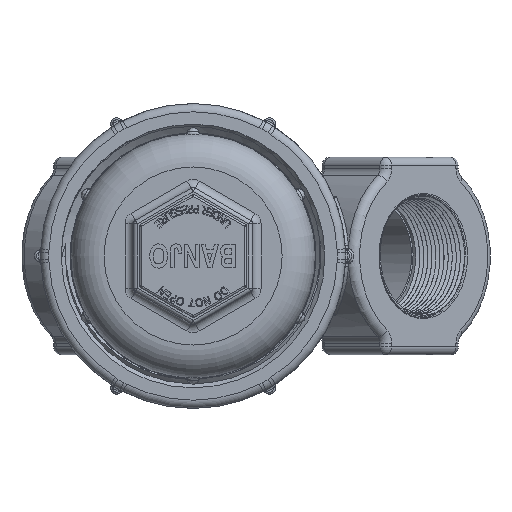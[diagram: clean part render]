
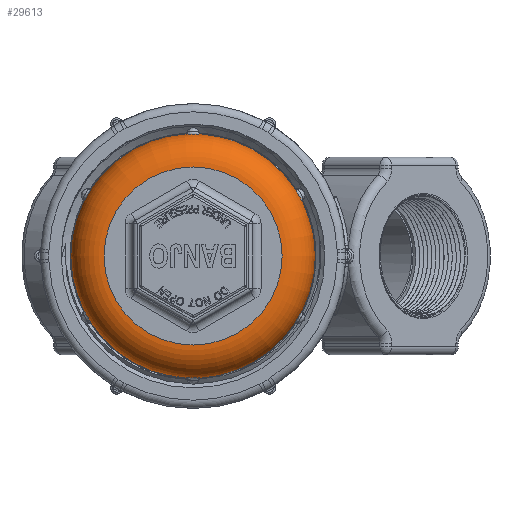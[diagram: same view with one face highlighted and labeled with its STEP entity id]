
A CAD part, front view. The second image highlights one B-rep face of the part: STEP entity #29613.
In plain terms, the highlighted toroidal (fillet/blend) face has major radius 34.319 mm and minor radius 12.7 mm.
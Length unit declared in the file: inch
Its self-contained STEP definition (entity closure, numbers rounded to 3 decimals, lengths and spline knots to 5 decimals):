
#246=TOROIDAL_SURFACE('',#32321,1.35115,0.5);
#2742=FACE_OUTER_BOUND('',#4535,.T.);
#4535=EDGE_LOOP('',(#23044,#23045,#23046,#23047,#23048,#23049,#23050,#23051,
#23052,#23053,#23054,#23055,#23056,#23057,#23058,#23059,#23060));
#6032=CIRCLE('',#32047,1.85115);
#6033=CIRCLE('',#32048,1.85115);
#6034=CIRCLE('',#32049,1.85115);
#6035=CIRCLE('',#32050,1.85115);
#6036=CIRCLE('',#32051,1.85115);
#6037=CIRCLE('',#32052,1.85115);
#6038=CIRCLE('',#32053,1.85115);
#6067=CIRCLE('',#32102,1.35115);
#6185=CIRCLE('',#32322,0.5);
#6799=B_SPLINE_CURVE_WITH_KNOTS('',3,(#58702,#58703,#58704,#58705,#58706,
#58707,#58708),.UNSPECIFIED.,.F.,.F.,(4,1,1,1,4),(-3.08979,-2.87316,
-2.76485,-2.54822,-2.33159),.UNSPECIFIED.);
#6802=B_SPLINE_CURVE_WITH_KNOTS('',3,(#58798,#58799,#58800,#58801,#58802,
#58803,#58804),.UNSPECIFIED.,.F.,.F.,(4,1,1,1,4),(-3.08979,-2.87316,
-2.76485,-2.54822,-2.33159),.UNSPECIFIED.);
#6803=B_SPLINE_CURVE_WITH_KNOTS('',3,(#58806,#58807,#58808,#58809,#58810),
 .UNSPECIFIED.,.F.,.F.,(4,1,4),(-0.37913,-0.21663,0.),
 .UNSPECIFIED.);
#6804=B_SPLINE_CURVE_WITH_KNOTS('',3,(#58812,#58813,#58814,#58815,#58816,
#58817),.UNSPECIFIED.,.F.,.F.,(4,1,1,4),(-0.75821,-0.54158,
-0.43326,-0.37913),.UNSPECIFIED.);
#6805=B_SPLINE_CURVE_WITH_KNOTS('',3,(#58818,#58819,#58820,#58821,#58822,
#58823,#58824),.UNSPECIFIED.,.F.,.F.,(4,1,1,1,4),(-0.75821,-0.54158,
-0.32495,-0.10832,0.),.UNSPECIFIED.);
#6806=B_SPLINE_CURVE_WITH_KNOTS('',3,(#58825,#58826,#58827,#58828,#58829,
#58830,#58831),.UNSPECIFIED.,.F.,.F.,(4,1,1,1,4),(-0.75821,-0.54158,
-0.32495,-0.10832,0.),
 .UNSPECIFIED.);
#6807=B_SPLINE_CURVE_WITH_KNOTS('',3,(#58832,#58833,#58834,#58835,#58836,
#58837,#58838),.UNSPECIFIED.,.F.,.F.,(4,1,1,1,4),(-3.08979,-2.87316,
-2.76485,-2.54822,-2.33159),.UNSPECIFIED.);
#13119=VERTEX_POINT('',#57436);
#13120=VERTEX_POINT('',#57438);
#13125=VERTEX_POINT('',#57459);
#13126=VERTEX_POINT('',#57464);
#13131=VERTEX_POINT('',#57484);
#13132=VERTEX_POINT('',#57489);
#13137=VERTEX_POINT('',#57509);
#13138=VERTEX_POINT('',#57514);
#13143=VERTEX_POINT('',#57534);
#13144=VERTEX_POINT('',#57539);
#13149=VERTEX_POINT('',#57559);
#13150=VERTEX_POINT('',#57564);
#13155=VERTEX_POINT('',#57585);
#13199=VERTEX_POINT('',#57867);
#13329=VERTEX_POINT('',#58805);
#16537=EDGE_CURVE('',#13119,#13120,#6032,.T.);
#16543=EDGE_CURVE('',#13125,#13126,#6033,.T.);
#16549=EDGE_CURVE('',#13131,#13132,#6034,.T.);
#16555=EDGE_CURVE('',#13137,#13138,#6035,.T.);
#16561=EDGE_CURVE('',#13143,#13144,#6036,.T.);
#16567=EDGE_CURVE('',#13150,#13149,#6037,.F.);
#16573=EDGE_CURVE('',#13155,#13119,#6038,.T.);
#16637=EDGE_CURVE('',#13199,#13199,#6067,.T.);
#16868=EDGE_CURVE('',#13138,#13143,#6799,.T.);
#16873=EDGE_CURVE('',#13132,#13137,#6802,.T.);
#16874=EDGE_CURVE('',#13329,#13131,#6803,.T.);
#16875=EDGE_CURVE('',#13329,#13199,#6185,.T.);
#16876=EDGE_CURVE('',#13126,#13329,#6804,.T.);
#16877=EDGE_CURVE('',#13120,#13125,#6805,.T.);
#16878=EDGE_CURVE('',#13150,#13155,#6806,.T.);
#16879=EDGE_CURVE('',#13144,#13149,#6807,.T.);
#23044=ORIENTED_EDGE('',*,*,#16868,.F.);
#23045=ORIENTED_EDGE('',*,*,#16555,.F.);
#23046=ORIENTED_EDGE('',*,*,#16873,.F.);
#23047=ORIENTED_EDGE('',*,*,#16549,.F.);
#23048=ORIENTED_EDGE('',*,*,#16874,.F.);
#23049=ORIENTED_EDGE('',*,*,#16875,.T.);
#23050=ORIENTED_EDGE('',*,*,#16637,.T.);
#23051=ORIENTED_EDGE('',*,*,#16875,.F.);
#23052=ORIENTED_EDGE('',*,*,#16876,.F.);
#23053=ORIENTED_EDGE('',*,*,#16543,.F.);
#23054=ORIENTED_EDGE('',*,*,#16877,.F.);
#23055=ORIENTED_EDGE('',*,*,#16537,.F.);
#23056=ORIENTED_EDGE('',*,*,#16573,.F.);
#23057=ORIENTED_EDGE('',*,*,#16878,.F.);
#23058=ORIENTED_EDGE('',*,*,#16567,.T.);
#23059=ORIENTED_EDGE('',*,*,#16879,.F.);
#23060=ORIENTED_EDGE('',*,*,#16561,.F.);
#29613=ADVANCED_FACE('',(#2742),#246,.T.);
#32047=AXIS2_PLACEMENT_3D('',#57439,#36081,#36082);
#32048=AXIS2_PLACEMENT_3D('',#57465,#36085,#36086);
#32049=AXIS2_PLACEMENT_3D('',#57490,#36089,#36090);
#32050=AXIS2_PLACEMENT_3D('',#57515,#36093,#36094);
#32051=AXIS2_PLACEMENT_3D('',#57540,#36097,#36098);
#32052=AXIS2_PLACEMENT_3D('',#57565,#36101,#36102);
#32053=AXIS2_PLACEMENT_3D('',#57590,#36105,#36106);
#32102=AXIS2_PLACEMENT_3D('',#57868,#36229,#36230);
#32321=AXIS2_PLACEMENT_3D('',#58797,#36756,#36757);
#32322=AXIS2_PLACEMENT_3D('',#58811,#36758,#36759);
#36081=DIRECTION('center_axis',(0.,1.,0.));
#36082=DIRECTION('ref_axis',(-1.,0.,0.));
#36085=DIRECTION('center_axis',(0.,1.,0.));
#36086=DIRECTION('ref_axis',(-1.,0.,0.));
#36089=DIRECTION('center_axis',(0.,1.,0.));
#36090=DIRECTION('ref_axis',(-1.,0.,0.));
#36093=DIRECTION('center_axis',(0.,1.,0.));
#36094=DIRECTION('ref_axis',(-1.,0.,0.));
#36097=DIRECTION('center_axis',(0.,1.,0.));
#36098=DIRECTION('ref_axis',(-1.,0.,0.));
#36101=DIRECTION('center_axis',(0.,1.,0.));
#36102=DIRECTION('ref_axis',(-1.,0.,0.));
#36105=DIRECTION('center_axis',(0.,1.,0.));
#36106=DIRECTION('ref_axis',(-1.,0.,0.));
#36229=DIRECTION('center_axis',(0.,1.,0.));
#36230=DIRECTION('ref_axis',(-1.,0.,0.));
#36756=DIRECTION('center_axis',(0.,1.,0.));
#36757=DIRECTION('ref_axis',(0.,0.,1.));
#36758=DIRECTION('center_axis',(-1.,0.,0.));
#36759=DIRECTION('ref_axis',(0.,0.,-1.));
#57436=CARTESIAN_POINT('',(1.85115,-2.92,0.));
#57438=CARTESIAN_POINT('',(1.66,-2.92,-0.81925));
#57439=CARTESIAN_POINT('Origin',(0.,-2.92,0.));
#57459=CARTESIAN_POINT('',(1.53949,-2.92,-1.02798));
#57464=CARTESIAN_POINT('',(0.12051,-2.92,-1.84722));
#57465=CARTESIAN_POINT('Origin',(0.,-2.92,0.));
#57484=CARTESIAN_POINT('',(-0.12051,-2.92,-1.84722));
#57489=CARTESIAN_POINT('',(-1.53949,-2.92,-1.02798));
#57490=CARTESIAN_POINT('Origin',(0.,-2.92,0.));
#57509=CARTESIAN_POINT('',(-1.66,-2.92,-0.81925));
#57514=CARTESIAN_POINT('',(-1.66,-2.92,0.81925));
#57515=CARTESIAN_POINT('Origin',(0.,-2.92,0.));
#57534=CARTESIAN_POINT('',(-1.53949,-2.92,1.02798));
#57539=CARTESIAN_POINT('',(-0.12051,-2.92,1.84722));
#57540=CARTESIAN_POINT('Origin',(0.,-2.92,0.));
#57559=CARTESIAN_POINT('',(0.12051,-2.92,1.84722));
#57564=CARTESIAN_POINT('',(1.53949,-2.92,1.02798));
#57565=CARTESIAN_POINT('Origin',(0.,-2.92,0.));
#57585=CARTESIAN_POINT('',(1.66,-2.92,0.81925));
#57590=CARTESIAN_POINT('Origin',(0.,-2.92,0.));
#57867=CARTESIAN_POINT('',(0.,-3.42,-1.35115));
#57868=CARTESIAN_POINT('Origin',(0.,-3.42,0.));
#58702=CARTESIAN_POINT('Ctrl Pts',(-1.66,-2.92,
0.81925));
#58703=CARTESIAN_POINT('Ctrl Pts',(-1.65372,-2.94189,
0.83197));
#58704=CARTESIAN_POINT('Ctrl Pts',(-1.63734,-2.96891,
0.85955));
#58705=CARTESIAN_POINT('Ctrl Pts',(-1.60325,-2.98727,0.91692));
#58706=CARTESIAN_POINT('Ctrl Pts',(-1.5682,-2.97796,
0.97884));
#58707=CARTESIAN_POINT('Ctrl Pts',(-1.54733,-2.94179,
1.01623));
#58708=CARTESIAN_POINT('Ctrl Pts',(-1.53949,-2.92,1.02798));
#58797=CARTESIAN_POINT('Origin',(0.,-2.92,0.));
#58798=CARTESIAN_POINT('Ctrl Pts',(-1.53949,-2.92,
-1.02798));
#58799=CARTESIAN_POINT('Ctrl Pts',(-1.54736,-2.94189,
-1.01618));
#58800=CARTESIAN_POINT('Ctrl Pts',(-1.56306,-2.96891,-0.98821));
#58801=CARTESIAN_POINT('Ctrl Pts',(-1.5957,-2.98727,
-0.92999));
#58802=CARTESIAN_POINT('Ctrl Pts',(-1.6318,-2.97796,
-0.86868));
#58803=CARTESIAN_POINT('Ctrl Pts',(-1.65375,-2.94179,
-0.83191));
#58804=CARTESIAN_POINT('Ctrl Pts',(-1.66,-2.92,-0.81925));
#58805=CARTESIAN_POINT('',(0.,-2.98314,-1.84714));
#58806=CARTESIAN_POINT('Ctrl Pts',(0.,-2.98311,
-1.84714));
#58807=CARTESIAN_POINT('Ctrl Pts',(-0.02069,-2.9831,
-1.84716));
#58808=CARTESIAN_POINT('Ctrl Pts',(-0.06895,-2.97344,
-1.8476));
#58809=CARTESIAN_POINT('Ctrl Pts',(-0.10642,-2.94179,
-1.84814));
#58810=CARTESIAN_POINT('Ctrl Pts',(-0.12051,-2.92,-1.84722));
#58811=CARTESIAN_POINT('Origin',(0.,-2.92,-1.35115));
#58812=CARTESIAN_POINT('Ctrl Pts',(0.12051,-2.92,
-1.84722));
#58813=CARTESIAN_POINT('Ctrl Pts',(0.10635,-2.94189,
-1.84815));
#58814=CARTESIAN_POINT('Ctrl Pts',(0.07428,-2.96891,
-1.84775));
#58815=CARTESIAN_POINT('Ctrl Pts',(0.02757,-2.98176,
-1.84717));
#58816=CARTESIAN_POINT('Ctrl Pts',(0.00689,-2.98312,
-1.84713));
#58817=CARTESIAN_POINT('Ctrl Pts',(0.,-2.98311,
-1.84714));
#58818=CARTESIAN_POINT('Ctrl Pts',(1.66,-2.92,-0.81925));
#58819=CARTESIAN_POINT('Ctrl Pts',(1.65372,-2.94189,-0.83197));
#58820=CARTESIAN_POINT('Ctrl Pts',(1.63181,-2.97795,-0.86868));
#58821=CARTESIAN_POINT('Ctrl Pts',(1.58843,-2.98933,-0.9423));
#58822=CARTESIAN_POINT('Ctrl Pts',(1.55708,-2.96131,-0.99937));
#58823=CARTESIAN_POINT('Ctrl Pts',(1.54341,-2.9309,-1.0221));
#58824=CARTESIAN_POINT('Ctrl Pts',(1.53949,-2.92,-1.02798));
#58825=CARTESIAN_POINT('Ctrl Pts',(1.53949,-2.92,1.02798));
#58826=CARTESIAN_POINT('Ctrl Pts',(1.54736,-2.94189,1.01618));
#58827=CARTESIAN_POINT('Ctrl Pts',(1.5682,-2.97795,0.97885));
#58828=CARTESIAN_POINT('Ctrl Pts',(1.61027,-2.98933,0.90447));
#58829=CARTESIAN_POINT('Ctrl Pts',(1.64402,-2.96131,0.84879));
#58830=CARTESIAN_POINT('Ctrl Pts',(1.65687,-2.9309,0.82558));
#58831=CARTESIAN_POINT('Ctrl Pts',(1.66,-2.92,0.81925));
#58832=CARTESIAN_POINT('Ctrl Pts',(-0.12051,-2.92,
1.84722));
#58833=CARTESIAN_POINT('Ctrl Pts',(-0.10635,-2.94189,
1.84815));
#58834=CARTESIAN_POINT('Ctrl Pts',(-0.07428,-2.96891,
1.84775));
#58835=CARTESIAN_POINT('Ctrl Pts',(-0.00755,-2.98727,
1.84691));
#58836=CARTESIAN_POINT('Ctrl Pts',(0.0636,-2.97796,
1.84752));
#58837=CARTESIAN_POINT('Ctrl Pts',(0.10642,-2.94179,
1.84814));
#58838=CARTESIAN_POINT('Ctrl Pts',(0.12051,-2.92,
1.84722));
